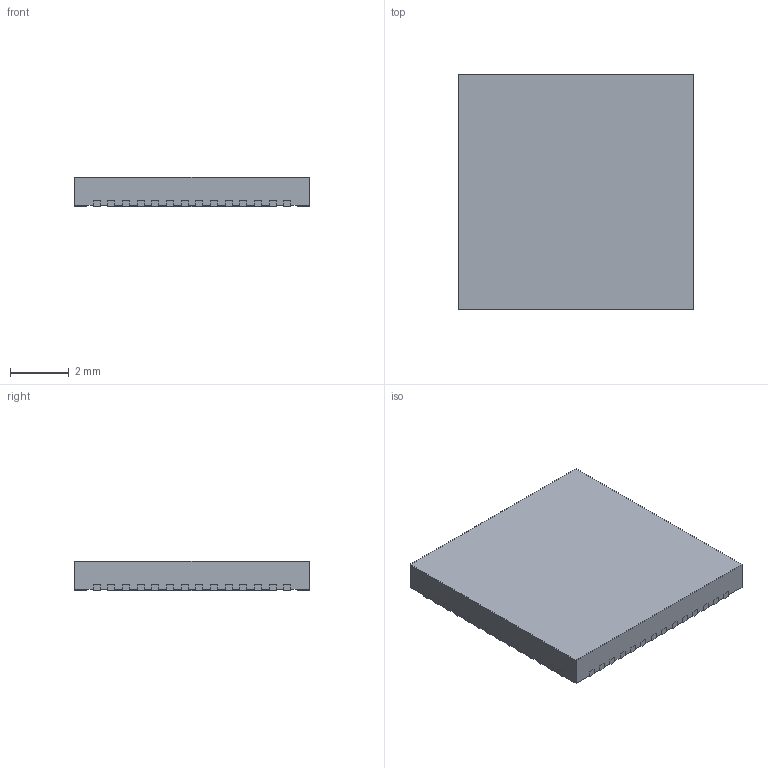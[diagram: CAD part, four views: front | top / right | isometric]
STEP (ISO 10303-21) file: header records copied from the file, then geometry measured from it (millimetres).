
FILE_DESCRIPTION((''),'2;1');
FILE_NAME('RTQ0056G_ASM','2015-11-10T',('a0412025'),(''),'PRO/ENGINEER BY PARAMETRIC TECHNOLOGY CORPORATION, 2011490','PRO/ENGINEER BY PARAMETRIC TECHNOLOGY CORPORATION, 2011490','');
FILE_SCHEMA(('AUTOMOTIVE_DESIGN_CC2 { 1 2 10303 214 -1 1 5 2 }'));
Length unit declared in the file: millimetre
Products named in the file (3): BODY-QFN; FRAME-RTQ0056A; RTQ0056G_ASM
Assembly tree (2 placements, depth 2):
  RTQ0056G_ASM
    BODY-QFN
    FRAME-RTQ0056A
Bounding box: 8 x 8 x 1 mm (x, y, z)
Volume: 62.9 mm3; surface area: 268.3 mm2
Topology: 58 solids, 58 shells, 589 faces, 1410 edges, 940 vertices
Faces by surface type: plane 477, cylinder 112
Entity records: 21958 total; most frequent: CARTESIAN_POINT 2944, DIRECTION 2822, ORIENTED_EDGE 2820, PRESENTATION_STYLE_ASSIGNMENT 1525, STYLED_ITEM 1468, CURVE_STYLE 1410, EDGE_CURVE 1410, VECTOR 1186
